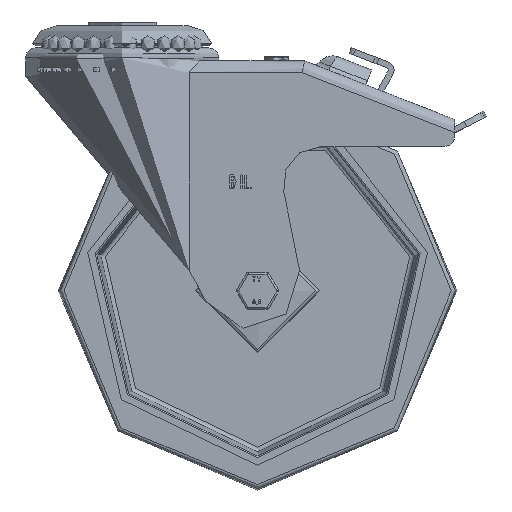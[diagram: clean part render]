
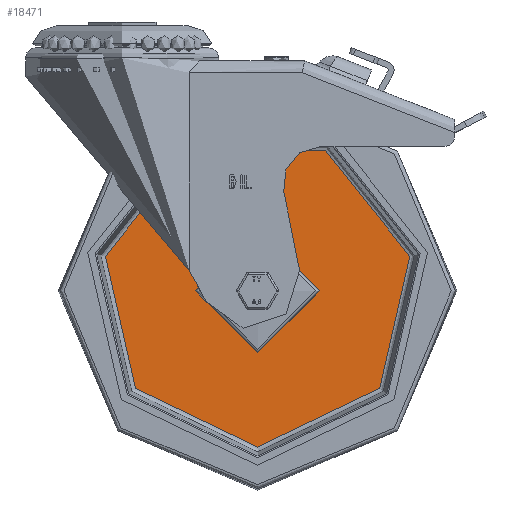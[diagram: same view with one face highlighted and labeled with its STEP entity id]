
A CAD part, front view. The second image highlights one B-rep face of the part: STEP entity #18471.
In plain terms, the highlighted planar face has unit normal (0, -1, 0).
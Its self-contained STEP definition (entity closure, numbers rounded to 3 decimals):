
#1036=FACE_BOUND('',#6420,.T.);
#1403=PLANE('',#20353);
#5275=FACE_OUTER_BOUND('',#6419,.T.);
#6419=EDGE_LOOP('',(#15016));
#6420=EDGE_LOOP('',(#15017));
#7572=CIRCLE('',#20309,78.345);
#7573=CIRCLE('',#20311,29.75);
#8794=VERTEX_POINT('',#32203);
#8795=VERTEX_POINT('',#32207);
#11005=EDGE_CURVE('',#8794,#8794,#7572,.T.);
#11006=EDGE_CURVE('',#8795,#8795,#7573,.T.);
#15016=ORIENTED_EDGE('',*,*,#11005,.F.);
#15017=ORIENTED_EDGE('',*,*,#11006,.T.);
#18471=ADVANCED_FACE('',(#5275,#1036),#1403,.T.);
#20309=AXIS2_PLACEMENT_3D('',#32205,#23776,#23777);
#20311=AXIS2_PLACEMENT_3D('',#32208,#23780,#23781);
#20353=AXIS2_PLACEMENT_3D('',#32277,#23872,#23873);
#23776=DIRECTION('center_axis',(0.,1.,0.));
#23777=DIRECTION('ref_axis',(0.,0.,1.));
#23780=DIRECTION('center_axis',(0.,1.,0.));
#23781=DIRECTION('ref_axis',(0.,0.,1.));
#23872=DIRECTION('center_axis',(0.,-1.,0.));
#23873=DIRECTION('ref_axis',(0.,0.,-1.));
#32203=CARTESIAN_POINT('',(0.,-3.25,-78.345));
#32205=CARTESIAN_POINT('Origin',(0.,-3.25,0.));
#32207=CARTESIAN_POINT('',(0.,-3.25,-29.75));
#32208=CARTESIAN_POINT('Origin',(0.,-3.25,0.));
#32277=CARTESIAN_POINT('Origin',(0.,-3.25,54.048));
